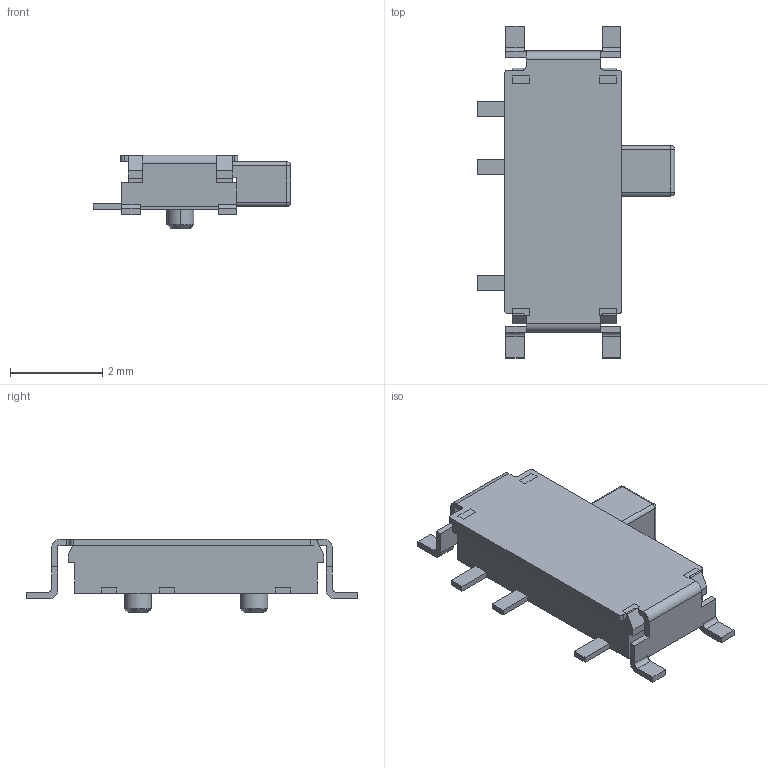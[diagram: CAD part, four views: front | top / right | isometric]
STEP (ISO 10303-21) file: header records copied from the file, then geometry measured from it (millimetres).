
FILE_DESCRIPTION (( 'STEP AP214' ), '1' );
FILE_NAME ('SW_MSK-12C01_3Dv2.STEP', '2024-01-07T07:42:51', ( 'Windows User' ), ( 'P R C' ), 'SwSTEP 2.0', 'SolidWorks 2020', '' );
FILE_SCHEMA (( 'AUTOMOTIVE_DESIGN' ));
Length unit declared in the file: millimetre
Products named in the file (1): SW_MSK-12C01_3Dv2
Bounding box: 4.28 x 7.2 x 1.6 mm (x, y, z)
Volume: 16.4 mm3; surface area: 95.3 mm2
Topology: 2 solids, 2 shells, 143 faces, 389 edges, 248 vertices
Faces by surface type: plane 104, cylinder 29, cone 6, sphere 4
Entity records: 4462 total; most frequent: CARTESIAN_POINT 777, ORIENTED_EDGE 770, DIRECTION 741, EDGE_CURVE 385, LINE 317, VECTOR 317, VERTEX_POINT 248, AXIS2_PLACEMENT_3D 212
